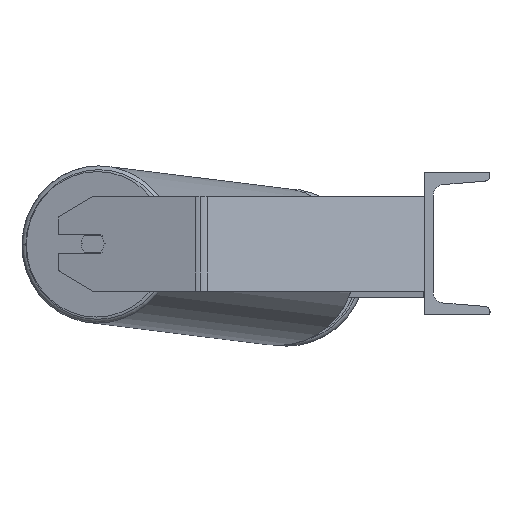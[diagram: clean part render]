
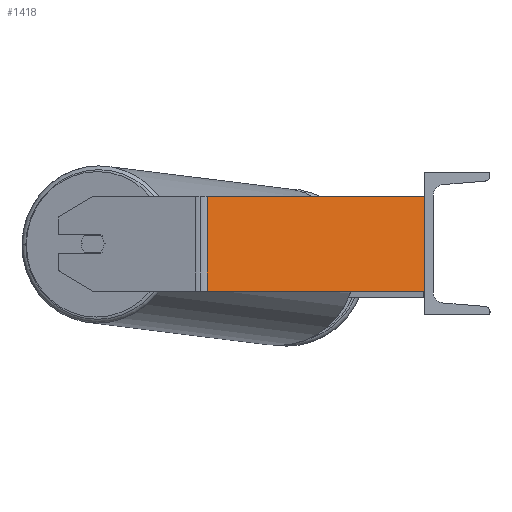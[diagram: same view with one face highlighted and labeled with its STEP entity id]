
A CAD part, left-side view. The second image highlights one B-rep face of the part: STEP entity #1418.
In plain terms, the highlighted planar face has unit normal (-0.94, -0.342, 0).
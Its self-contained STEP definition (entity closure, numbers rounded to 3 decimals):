
#342 = VECTOR ( 'NONE', #8401, 1000. ) ;
#478 = VERTEX_POINT ( 'NONE', #3152 ) ;
#1003 = ORIENTED_EDGE ( 'NONE', *, *, #2145, .T. ) ;
#1152 = EDGE_CURVE ( 'NONE', #6183, #1865, #2391, .T. ) ;
#1418 = ADVANCED_FACE ( 'NONE', ( #3558 ), #2022, .F. ) ;
#1853 = VECTOR ( 'NONE', #2465, 1000. ) ;
#1865 = VERTEX_POINT ( 'NONE', #9069 ) ;
#2022 = PLANE ( 'NONE',  #5484 ) ;
#2145 = EDGE_CURVE ( 'NONE', #478, #4312, #6124, .T. ) ;
#2391 = LINE ( 'NONE', #7811, #8319 ) ;
#2465 = DIRECTION ( 'NONE',  ( 0., 0., -1. ) ) ;
#2478 = DIRECTION ( 'NONE',  ( 0., 0., -1. ) ) ;
#2548 = LINE ( 'NONE', #3931, #1853 ) ;
#2620 = CARTESIAN_POINT ( 'NONE',  ( -952.003, 184.089, 40. ) ) ;
#3152 = CARTESIAN_POINT ( 'NONE',  ( -952.003, 184.089, -40. ) ) ;
#3415 = CARTESIAN_POINT ( 'NONE',  ( -953.728, 188.83, -40. ) ) ;
#3558 = FACE_OUTER_BOUND ( 'NONE', #8559, .T. ) ;
#3931 = CARTESIAN_POINT ( 'NONE',  ( -885., 0., 40. ) ) ;
#4168 = CARTESIAN_POINT ( 'NONE',  ( -953.728, 188.83, 40. ) ) ;
#4295 = DIRECTION ( 'NONE',  ( 0.342, -0.94, 0. ) ) ;
#4312 = VERTEX_POINT ( 'NONE', #4713 ) ;
#4713 = CARTESIAN_POINT ( 'NONE',  ( -885., 0., -40. ) ) ;
#5484 = AXIS2_PLACEMENT_3D ( 'NONE', #4168, #6964, #7042 ) ;
#5504 = VECTOR ( 'NONE', #2478, 1000. ) ;
#5886 = LINE ( 'NONE', #7341, #5504 ) ;
#6124 = LINE ( 'NONE', #3415, #342 ) ;
#6174 = EDGE_CURVE ( 'NONE', #6183, #478, #5886, .T. ) ;
#6183 = VERTEX_POINT ( 'NONE', #2620 ) ;
#6964 = DIRECTION ( 'NONE',  ( 0.94, 0.342, 0. ) ) ;
#6994 = ORIENTED_EDGE ( 'NONE', *, *, #1152, .F. ) ;
#7042 = DIRECTION ( 'NONE',  ( -0.342, 0.94, 0. ) ) ;
#7335 = ORIENTED_EDGE ( 'NONE', *, *, #6174, .T. ) ;
#7341 = CARTESIAN_POINT ( 'NONE',  ( -952.003, 184.089, 40. ) ) ;
#7655 = EDGE_CURVE ( 'NONE', #1865, #4312, #2548, .T. ) ;
#7811 = CARTESIAN_POINT ( 'NONE',  ( -953.728, 188.83, 40. ) ) ;
#7933 = ORIENTED_EDGE ( 'NONE', *, *, #7655, .F. ) ;
#8319 = VECTOR ( 'NONE', #4295, 1000. ) ;
#8401 = DIRECTION ( 'NONE',  ( 0.342, -0.94, 0. ) ) ;
#8559 = EDGE_LOOP ( 'NONE', ( #1003, #7933, #6994, #7335 ) ) ;
#9069 = CARTESIAN_POINT ( 'NONE',  ( -885., 0., 40. ) ) ;
